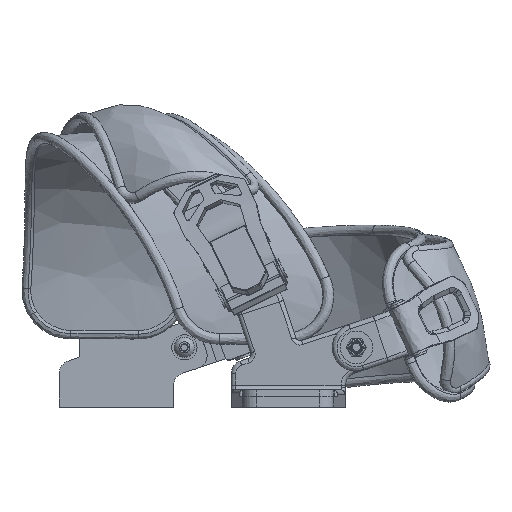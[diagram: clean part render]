
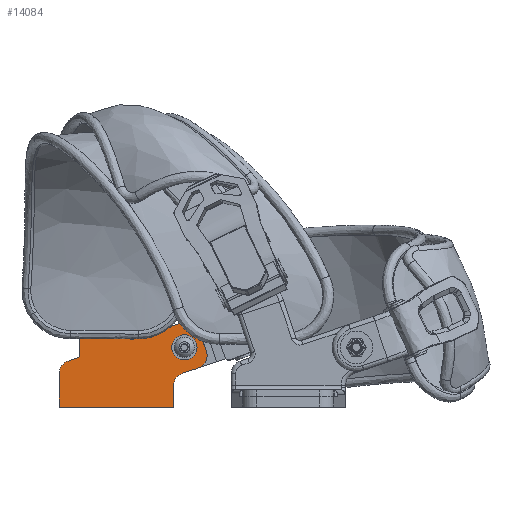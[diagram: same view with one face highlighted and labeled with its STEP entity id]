
A CAD part, left-side view. The second image highlights one B-rep face of the part: STEP entity #14084.
In plain terms, the highlighted face is planar.
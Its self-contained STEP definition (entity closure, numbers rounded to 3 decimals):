
#749=PLANE('',#15245);
#1197=LINE('',#51692,#1887);
#1226=LINE('',#51846,#1916);
#1240=LINE('',#52049,#1930);
#1244=LINE('',#52059,#1934);
#1247=LINE('',#52064,#1937);
#1249=LINE('',#52075,#1939);
#1253=LINE('',#52091,#1943);
#1255=LINE('',#52098,#1945);
#1282=LINE('',#52227,#1972);
#1283=LINE('',#52229,#1973);
#1887=VECTOR('',#17140,10.);
#1916=VECTOR('',#17235,10.);
#1930=VECTOR('',#17331,10.);
#1934=VECTOR('',#17341,10.);
#1937=VECTOR('',#17346,10.);
#1939=VECTOR('',#17360,10.);
#1943=VECTOR('',#17382,10.);
#1945=VECTOR('',#17390,10.);
#1972=VECTOR('',#17543,10.);
#1973=VECTOR('',#17546,10.);
#2280=FACE_BOUND('',#4160,.T.);
#2623=CIRCLE('',#15144,6.);
#2631=CIRCLE('',#15157,2.);
#2632=CIRCLE('',#15160,2.);
#2636=CIRCLE('',#15170,6.);
#2637=CIRCLE('',#15172,6.);
#2638=CIRCLE('',#15174,6.);
#2639=CIRCLE('',#15176,3.5);
#3313=FACE_OUTER_BOUND('',#4159,.T.);
#4159=EDGE_LOOP('',(#11884,#11885,#11886,#11887,#11888,#11889,#11890,#11891,
#11892,#11893,#11894,#11895,#11896,#11897,#11898,#11899));
#4160=EDGE_LOOP('',(#11900));
#6161=VERTEX_POINT('',#51689);
#6162=VERTEX_POINT('',#51691);
#6197=VERTEX_POINT('',#51843);
#6198=VERTEX_POINT('',#51845);
#6221=VERTEX_POINT('',#52023);
#6225=VERTEX_POINT('',#52042);
#6226=VERTEX_POINT('',#52044);
#6227=VERTEX_POINT('',#52048);
#6228=VERTEX_POINT('',#52052);
#6229=VERTEX_POINT('',#52054);
#6230=VERTEX_POINT('',#52058);
#6231=VERTEX_POINT('',#52062);
#6234=VERTEX_POINT('',#52073);
#6235=VERTEX_POINT('',#52079);
#6236=VERTEX_POINT('',#52083);
#6237=VERTEX_POINT('',#52087);
#6278=VERTEX_POINT('',#52225);
#8036=EDGE_CURVE('',#6162,#6161,#1197,.T.);
#8087=EDGE_CURVE('',#6198,#6197,#1226,.T.);
#8122=EDGE_CURVE('',#6161,#6221,#2623,.T.);
#8132=EDGE_CURVE('',#6226,#6225,#2631,.T.);
#8134=EDGE_CURVE('',#6226,#6227,#1240,.T.);
#8137=EDGE_CURVE('',#6229,#6228,#2632,.T.);
#8139=EDGE_CURVE('',#6229,#6230,#1244,.T.);
#8142=EDGE_CURVE('',#6231,#6225,#1247,.T.);
#8147=EDGE_CURVE('',#6234,#6221,#1249,.T.);
#8148=EDGE_CURVE('',#6231,#6198,#2636,.T.);
#8150=EDGE_CURVE('',#6234,#6235,#2637,.T.);
#8151=EDGE_CURVE('',#6236,#6230,#2638,.T.);
#8153=EDGE_CURVE('',#6237,#6237,#2639,.T.);
#8155=EDGE_CURVE('',#6236,#6235,#1253,.T.);
#8159=EDGE_CURVE('',#6197,#6162,#1255,.T.);
#8223=EDGE_CURVE('',#6278,#6228,#1282,.T.);
#8224=EDGE_CURVE('',#6227,#6278,#1283,.T.);
#11884=ORIENTED_EDGE('',*,*,#8134,.F.);
#11885=ORIENTED_EDGE('',*,*,#8132,.T.);
#11886=ORIENTED_EDGE('',*,*,#8142,.F.);
#11887=ORIENTED_EDGE('',*,*,#8148,.T.);
#11888=ORIENTED_EDGE('',*,*,#8087,.T.);
#11889=ORIENTED_EDGE('',*,*,#8159,.T.);
#11890=ORIENTED_EDGE('',*,*,#8036,.T.);
#11891=ORIENTED_EDGE('',*,*,#8122,.T.);
#11892=ORIENTED_EDGE('',*,*,#8147,.F.);
#11893=ORIENTED_EDGE('',*,*,#8150,.T.);
#11894=ORIENTED_EDGE('',*,*,#8155,.F.);
#11895=ORIENTED_EDGE('',*,*,#8151,.T.);
#11896=ORIENTED_EDGE('',*,*,#8139,.F.);
#11897=ORIENTED_EDGE('',*,*,#8137,.T.);
#11898=ORIENTED_EDGE('',*,*,#8223,.F.);
#11899=ORIENTED_EDGE('',*,*,#8224,.F.);
#11900=ORIENTED_EDGE('',*,*,#8153,.F.);
#14084=ADVANCED_FACE('',(#3313,#2280),#749,.F.);
#15144=AXIS2_PLACEMENT_3D('',#52025,#17298,#17299);
#15157=AXIS2_PLACEMENT_3D('',#52045,#17326,#17327);
#15160=AXIS2_PLACEMENT_3D('',#52055,#17336,#17337);
#15170=AXIS2_PLACEMENT_3D('',#52077,#17363,#17364);
#15172=AXIS2_PLACEMENT_3D('',#52081,#17368,#17369);
#15174=AXIS2_PLACEMENT_3D('',#52084,#17372,#17373);
#15176=AXIS2_PLACEMENT_3D('',#52088,#17377,#17378);
#15245=AXIS2_PLACEMENT_3D('',#52230,#17547,#17548);
#17140=DIRECTION('',(0.,0.,-1.));
#17235=DIRECTION('',(0.,0.,1.));
#17298=DIRECTION('center_axis',(-1.,0.,0.));
#17299=DIRECTION('ref_axis',(0.,0.812,-0.584));
#17326=DIRECTION('center_axis',(-1.,0.,0.));
#17327=DIRECTION('ref_axis',(0.,-0.812,0.584));
#17331=DIRECTION('',(0.,0.,-1.));
#17336=DIRECTION('center_axis',(-1.,0.,0.));
#17337=DIRECTION('ref_axis',(0.,0.584,0.812));
#17341=DIRECTION('',(0.,-0.948,-0.318));
#17346=DIRECTION('',(0.,-0.948,-0.318));
#17360=DIRECTION('',(0.,0.948,0.318));
#17363=DIRECTION('center_axis',(1.,0.,0.));
#17364=DIRECTION('ref_axis',(0.,0.812,-0.584));
#17368=DIRECTION('center_axis',(1.,0.,0.));
#17369=DIRECTION('ref_axis',(0.,-0.895,0.445));
#17372=DIRECTION('center_axis',(1.,0.,0.));
#17373=DIRECTION('ref_axis',(0.,-0.445,-0.895));
#17377=DIRECTION('center_axis',(1.,0.,0.));
#17378=DIRECTION('ref_axis',(0.,-1.,0.));
#17382=DIRECTION('',(0.,-0.318,0.948));
#17390=DIRECTION('',(0.,-1.,0.));
#17543=DIRECTION('',(0.,0.,1.));
#17546=DIRECTION('',(0.,-1.,0.));
#17547=DIRECTION('center_axis',(-1.,0.,0.));
#17548=DIRECTION('ref_axis',(0.,0.,1.));
#51689=CARTESIAN_POINT('',(0.,-26.205,-4.889));
#51691=CARTESIAN_POINT('',(0.,-26.205,5.));
#51692=CARTESIAN_POINT('',(0.,-26.205,-16.205));
#51843=CARTESIAN_POINT('',(0.,26.205,5.));
#51845=CARTESIAN_POINT('',(0.,26.205,-10.5));
#51846=CARTESIAN_POINT('',(0.,26.205,2.5));
#52023=CARTESIAN_POINT('',(0.,-30.295,-10.577));
#52025=CARTESIAN_POINT('Origin',(0.,-32.205,
-4.889));
#52042=CARTESIAN_POINT('',(0.,18.088,-17.54));
#52044=CARTESIAN_POINT('',(0.,16.725,-19.436));
#52045=CARTESIAN_POINT('Origin',(0.,18.725,
-19.436));
#52048=CARTESIAN_POINT('',(0.,16.725,-40.78));
#52049=CARTESIAN_POINT('',(0.,16.725,-17.998));
#52052=CARTESIAN_POINT('',(0.,-5.275,-28.165));
#52054=CARTESIAN_POINT('',(0.,-7.912,-26.269));
#52055=CARTESIAN_POINT('Origin',(0.,-7.275,
-28.165));
#52058=CARTESIAN_POINT('',(0.,-30.578,-33.879));
#52059=CARTESIAN_POINT('',(0.,-4.131,-25.));
#52062=CARTESIAN_POINT('',(0.,22.114,-16.188));
#52064=CARTESIAN_POINT('',(0.,-4.131,-25.));
#52073=CARTESIAN_POINT('',(0.,-37.58,-13.024));
#52075=CARTESIAN_POINT('',(0.,-43.268,-14.933));
#52077=CARTESIAN_POINT('Origin',(0.,20.205,
-10.5));
#52079=CARTESIAN_POINT('',(0.,-41.359,-20.621));
#52081=CARTESIAN_POINT('Origin',(0.,-35.671,-18.711));
#52083=CARTESIAN_POINT('',(0.,-38.176,-30.101));
#52084=CARTESIAN_POINT('Origin',(0.,-32.488,
-28.191));
#52087=CARTESIAN_POINT('',(0.,-27.735,-22.497));
#52088=CARTESIAN_POINT('Origin',(0.,-31.235,
-22.497));
#52091=CARTESIAN_POINT('',(0.,-36.266,-35.789));
#52098=CARTESIAN_POINT('',(0.,-27.,5.));
#52225=CARTESIAN_POINT('',(0.,-5.275,-40.78));
#52227=CARTESIAN_POINT('',(0.,-5.275,-40.78));
#52229=CARTESIAN_POINT('',(0.,16.725,-40.78));
#52230=CARTESIAN_POINT('Origin',(0.,5.725,
-29.389));
